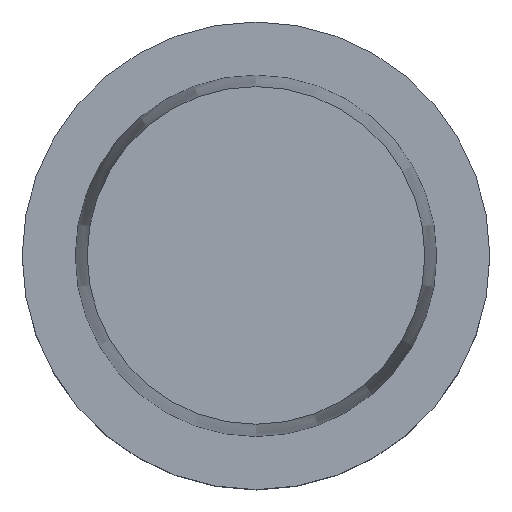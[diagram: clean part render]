
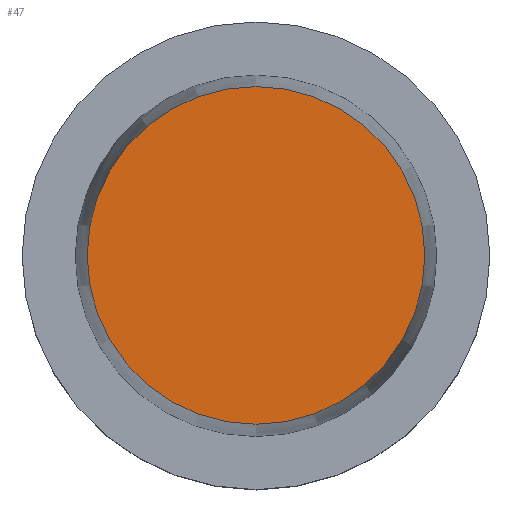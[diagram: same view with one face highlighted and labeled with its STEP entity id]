
A CAD part, top view. The second image highlights one B-rep face of the part: STEP entity #47.
In plain terms, the highlighted planar face has unit normal (0, 0, 1).
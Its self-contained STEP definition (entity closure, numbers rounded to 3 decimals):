
#39=FACE_OUTER_BOUND('',#96,.T.);
#47=ADVANCED_FACE('',(#39),#61,.T.);
#61=PLANE('',#196);
#96=EDGE_LOOP('',(#124));
#124=ORIENTED_EDGE('',*,*,#164,.F.);
#150=VERTEX_POINT('',#287);
#164=EDGE_CURVE('',#150,#150,#178,.T.);
#178=CIRCLE('',#194,22.722);
#194=AXIS2_PLACEMENT_3D('',#286,#228,#229);
#196=AXIS2_PLACEMENT_3D('',#289,#232,#233);
#228=DIRECTION('',(0.0,0.,-1.0));
#229=DIRECTION('',(0.0,1.0,0.0));
#232=DIRECTION('',(0.0,0.,1.0));
#233=DIRECTION('',(0.0,-1.0,0.));
#286=CARTESIAN_POINT('',(0.0,0.,31.9));
#287=CARTESIAN_POINT('',(0.0,22.722,31.9));
#289=CARTESIAN_POINT('',(0.0,17.025,31.9));
